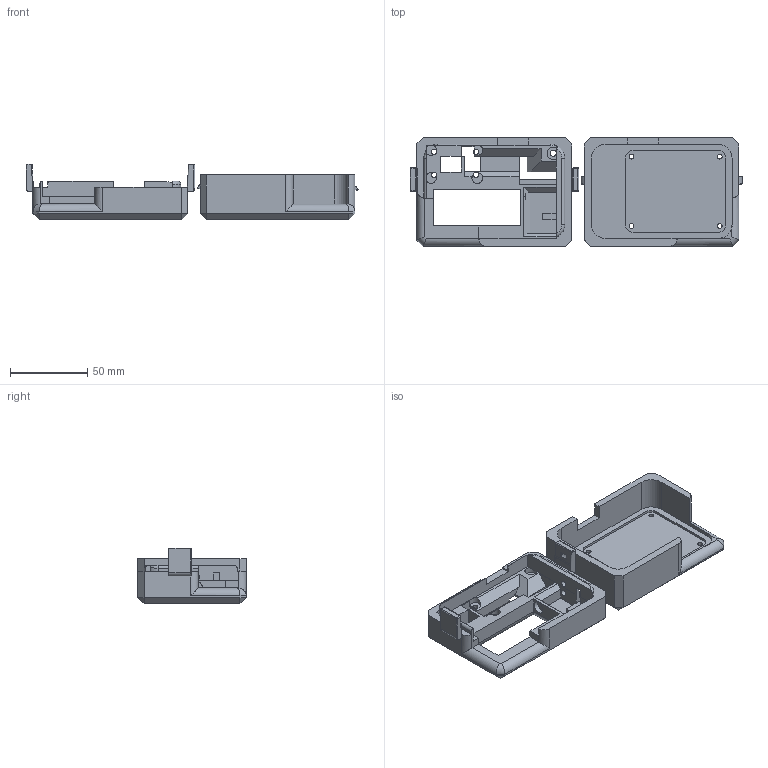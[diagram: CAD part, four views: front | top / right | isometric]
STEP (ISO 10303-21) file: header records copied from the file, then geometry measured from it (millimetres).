
FILE_DESCRIPTION(/* description */ ('KiCad electronic assembly'),/* implementation_level */ '2;1');
FILE_NAME(/* name */ 'htmaa-air-quality.step',/* time_stamp */ '2025-11-26T11:27:30-05:00',/* author */ (''),/* organization */ (''),/* preprocessor_version */ 'ST-DEVELOPER v20.1',/* originating_system */ 'Autodesk Translation Framework v14.21.0.0',/* authorisation */ '');
FILE_SCHEMA (('AUTOMOTIVE_DESIGN { 1 0 10303 214 3 1 1 }'));
Length unit declared in the file: millimetre
Products named in the file (2): htmaa-air-quality 1; htmaa-air-quality_PCB
Assembly tree (1 placements, depth 2):
  htmaa-air-quality 1
    htmaa-air-quality_PCB
Bounding box: 214.46 x 70 x 36 mm (x, y, z)
Volume: 135917 mm3; surface area: 53531.7 mm2
Topology: 3 solids, 3 shells, 294 faces, 756 edges, 470 vertices
Faces by surface type: plane 176, cylinder 89, sphere 16, torus 11, bspline 2
Full cylindrical faces by diameter (mm): 3.1 x4, 3.5 x3, 4 x3, 8 x2, 10 x4
Entity records: 9163 total; most frequent: CARTESIAN_POINT 1803, DIRECTION 1537, ORIENTED_EDGE 1512, EDGE_CURVE 756, LINE 517, VECTOR 517, AXIS2_PLACEMENT_3D 510, VERTEX_POINT 470
